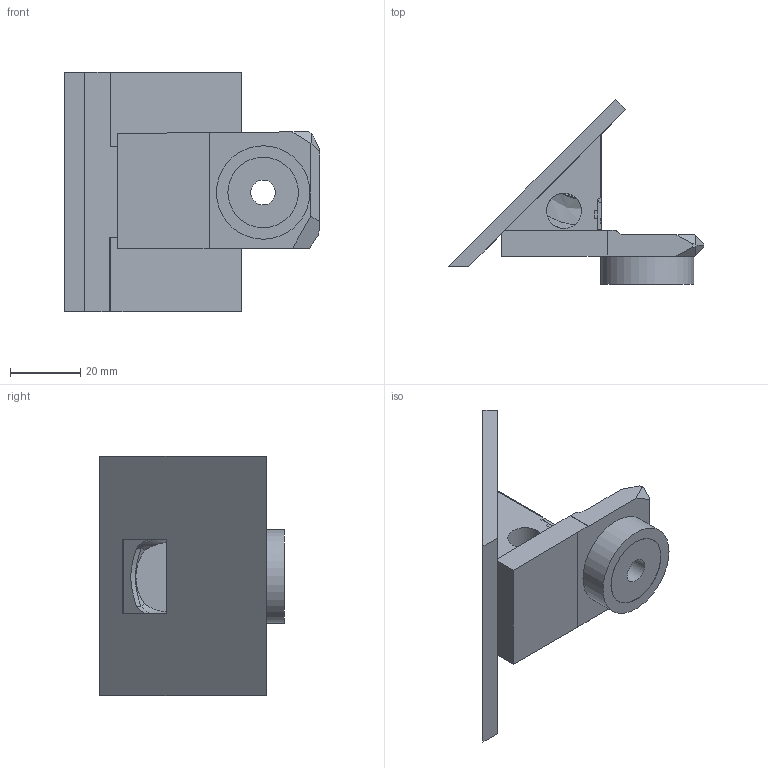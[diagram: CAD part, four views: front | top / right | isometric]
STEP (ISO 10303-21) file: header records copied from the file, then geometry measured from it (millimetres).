
FILE_DESCRIPTION(/* description */ (''),/* implementation_level */ '2;1');
FILE_NAME(/* name */ 'Solar-panel-mount-final-iteration-standoff.step',/* time_stamp */ '2023-11-01T11:43:49-04:00',/* author */ (''),/* organization */ (''),/* preprocessor_version */ 'ST-DEVELOPER v20',/* originating_system */ 'Autodesk Translation Framework v12.14.0.127',/* authorisation */ '');
FILE_SCHEMA (('AUTOMOTIVE_DESIGN { 1 0 10303 214 3 1 1 }'));
Length unit declared in the file: millimetre
Products named in the file (1): Solar-panel-mount-newest-iteration
Bounding box: 72.36 x 52.43 x 68 mm (x, y, z)
Volume: 37656.8 mm3; surface area: 17231 mm2
Topology: 1 solids, 1 shells, 163 faces, 500 edges, 336 vertices
Faces by surface type: plane 102, bspline 41, cylinder 13, torus 4, cone 3
Full cylindrical faces by diameter (mm): 7 x1, 10 x1, 20 x1, 26.505 x1
Entity records: 7675 total; most frequent: CARTESIAN_POINT 3635, ORIENTED_EDGE 994, DIRECTION 593, EDGE_CURVE 497, VERTEX_POINT 336, LINE 267, VECTOR 267, B_SPLINE_CURVE_WITH_KNOTS 189
